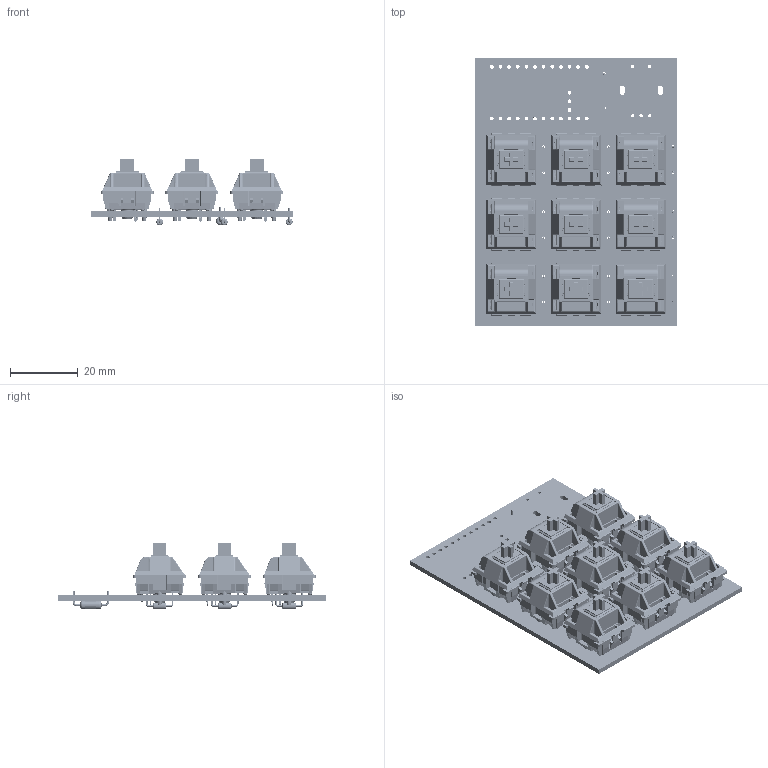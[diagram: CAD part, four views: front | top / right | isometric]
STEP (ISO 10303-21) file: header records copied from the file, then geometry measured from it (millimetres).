
FILE_DESCRIPTION(('KiCad electronic assembly'),'2;1');
FILE_NAME('macro_board_circuit.step','2026-01-14T19:40:07',('Pcbnew'),( 'Kicad'),'Open CASCADE STEP processor 7.9','KiCad to STEP converter' ,'Unknown');
FILE_SCHEMA(('AUTOMOTIVE_DESIGN { 1 0 10303 214 1 1 1 1 }'));
Length unit declared in the file: millimetre
Products named in the file (5): macro_board_circuit 1; MX_PCB; D_DO-35_SOD27_P7.62mm_Horizontal; R_Axial_DIN0207_L6.3mm_D2.5mm_P10.16mm_Horizontal; macro_board_circuit_PCB
Assembly tree (20 placements, depth 2):
  macro_board_circuit 1
    MX_PCB  x9
    D_DO-35_SOD27_P7.62mm_Horizontal  x9
    R_Axial_DIN0207_L6.3mm_D2.5mm_P10.16mm_Horizontal
    macro_board_circuit_PCB
Bounding box: 59.53 x 78.58 x 19.63 mm (x, y, z)
Volume: 15906.6 mm3; surface area: 39934.3 mm2
Topology: 83 solids, 83 shells, 8750 faces, 22899 edges, 14427 vertices
Faces by surface type: plane 5326, cylinder 2448, torus 364, bspline 288, sphere 234, cone 90
Full cylindrical faces by diameter (mm): 0.5 x27, 0.6 x4, 0.8 x20, 1 x5, 1.092 x27, 1.5 x18, 1.75 x18, 2 x18, 2.02 x9, 2.25 x1, 2.5 x2, 4 x9
Entity records: 49860 total; most frequent: CARTESIAN_POINT 15598, ORIENTED_EDGE 5710, DIRECTION 5495, EDGE_CURVE 2855, LINE 1975, VECTOR 1975, VERTEX_POINT 1811, AXIS2_PLACEMENT_3D 1760
